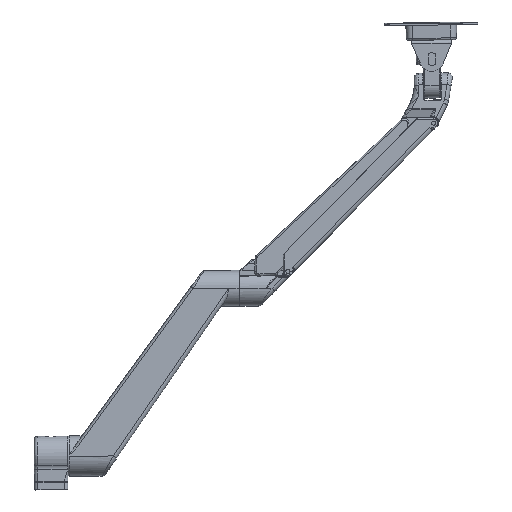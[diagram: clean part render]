
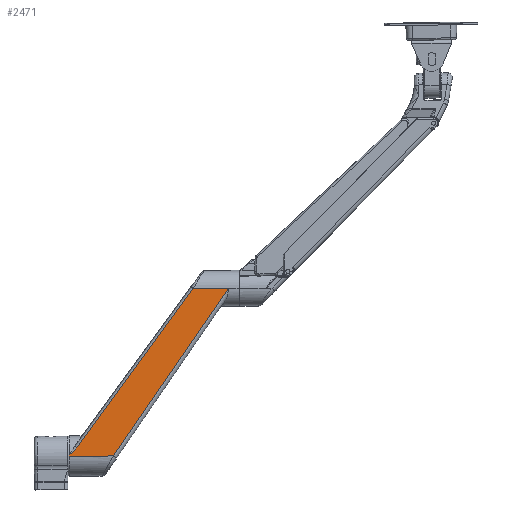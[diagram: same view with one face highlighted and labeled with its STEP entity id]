
A CAD part, left-side view. The second image highlights one B-rep face of the part: STEP entity #2471.
In plain terms, the highlighted face is planar.
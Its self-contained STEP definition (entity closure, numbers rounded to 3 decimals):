
#2471=ADVANCED_FACE('',(#4103),#4104,.T.);
#4103=FACE_OUTER_BOUND('',#18393,.T.);
#4104=PLANE('',#18394);
#18393=EDGE_LOOP('',(#23619,#23620,#23621,#23622,#23623,#23624,#23625,#23626,#23627,#23628));
#18394=AXIS2_PLACEMENT_3D('',#23629,#23630,#23631);
#23619=ORIENTED_EDGE('',*,*,#28210,.T.);
#23620=ORIENTED_EDGE('',*,*,#28211,.T.);
#23621=ORIENTED_EDGE('',*,*,#28209,.T.);
#23622=ORIENTED_EDGE('',*,*,#28212,.T.);
#23623=ORIENTED_EDGE('',*,*,#28213,.T.);
#23624=ORIENTED_EDGE('',*,*,#28214,.T.);
#23625=ORIENTED_EDGE('',*,*,#28215,.F.);
#23626=ORIENTED_EDGE('',*,*,#28216,.F.);
#23627=ORIENTED_EDGE('',*,*,#28217,.F.);
#23628=ORIENTED_EDGE('',*,*,#28218,.T.);
#23629=CARTESIAN_POINT('',(-21.239,-251.,240.35));
#23630=DIRECTION('',(-1.,0.,0.016));
#23631=DIRECTION('',(0.,1.0,0.));
#28209=EDGE_CURVE('',#31593,#31599,#31601,.T.);
#28210=EDGE_CURVE('',#31602,#31594,#31603,.T.);
#28211=EDGE_CURVE('',#31594,#31593,#31604,.T.);
#28212=EDGE_CURVE('',#31599,#31605,#31606,.T.);
#28213=EDGE_CURVE('',#31605,#31607,#31608,.T.);
#28214=EDGE_CURVE('',#31607,#31609,#31610,.T.);
#28215=EDGE_CURVE('',#31611,#31609,#31612,.T.);
#28216=EDGE_CURVE('',#31613,#31611,#31614,.T.);
#28217=EDGE_CURVE('',#31615,#31613,#31616,.T.);
#28218=EDGE_CURVE('',#31615,#31602,#31617,.T.);
#31593=VERTEX_POINT('',#44087);
#31594=VERTEX_POINT('',#44088);
#31599=VERTEX_POINT('',#44215);
#31601=B_SPLINE_CURVE_WITH_KNOTS('',1,(#44276,#44277),.UNSPECIFIED.,.F.,.F.,(2,2),(0.0,1.0),.UNSPECIFIED.);
#31602=VERTEX_POINT('',#44278);
#31603=B_SPLINE_CURVE_WITH_KNOTS('',1,(#44279,#44280),.UNSPECIFIED.,.F.,.F.,(2,2),(0.0,1.0),.UNSPECIFIED.);
#31604=B_SPLINE_CURVE_WITH_KNOTS('',1,(#44281,#44282),.UNSPECIFIED.,.F.,.F.,(2,2),(0.0,1.0),.UNSPECIFIED.);
#31605=VERTEX_POINT('',#44283);
#31606=B_SPLINE_CURVE_WITH_KNOTS('',1,(#44284,#44285),.UNSPECIFIED.,.F.,.F.,(2,2),(0.0,1.0),.UNSPECIFIED.);
#31607=VERTEX_POINT('',#44286);
#31608=B_SPLINE_CURVE_WITH_KNOTS('',1,(#44287,#44288),.UNSPECIFIED.,.F.,.F.,(2,2),(0.0,1.0),.UNSPECIFIED.);
#31609=VERTEX_POINT('',#44289);
#31610=B_SPLINE_CURVE_WITH_KNOTS('',1,(#44290,#44291),.UNSPECIFIED.,.F.,.F.,(2,2),(0.0,1.0),.UNSPECIFIED.);
#31611=VERTEX_POINT('',#44292);
#31612=B_SPLINE_CURVE_WITH_KNOTS('',3,(#44293,#44294,#44295,#44296),.UNSPECIFIED.,.F.,.F.,(4,4),(0.0,1.0),.UNSPECIFIED.);
#31613=VERTEX_POINT('',#44297);
#31614=LINE('',#44298,#44299);
#31615=VERTEX_POINT('',#44300);
#31616=LINE('',#44301,#44302);
#31617=B_SPLINE_CURVE_WITH_KNOTS('',3,(#44303,#44304,#44305,#44306,#44307,#44308,#44309,#44310,#44311,#44312,#44313,#44314,#44315,#44316,#44317,#44318,#44319,#44320,#44321,#44322,#44323,#44324,#44325,#44326,#44327,#44328,#44329,#44330,#44331,#44332,#44333,#44334,#44335,#44336),.UNSPECIFIED.,.F.,.F.,(4,1,1,1,1,1,1,2,2,1,1,1,1,1,1,2,2,1,1,1,1,1,1,2,2,4),(0.0,0.125,0.188,0.219,0.234,0.242,0.246,0.248,0.25,0.375,0.437,0.469,0.484,0.492,0.496,0.498,0.5,0.625,0.687,0.719,0.734,0.742,0.746,0.748,0.75,1.0),.UNSPECIFIED.);
#44087=CARTESIAN_POINT('',(-24.502,-42.146,40.));
#44088=CARTESIAN_POINT('',(-24.502,-22.,40.003));
#44215=CARTESIAN_POINT('',(-24.502,-74.809,39.977));
#44276=CARTESIAN_POINT('',(-24.503,-42.146,40.));
#44277=CARTESIAN_POINT('',(-24.504,-74.809,39.977));
#44278=CARTESIAN_POINT('',(-24.474,-22.,41.773));
#44279=CARTESIAN_POINT('',(-24.474,-22.,41.773));
#44280=CARTESIAN_POINT('',(-24.503,-22.,40.003));
#44281=CARTESIAN_POINT('',(-24.503,-22.,40.003));
#44282=CARTESIAN_POINT('',(-24.503,-42.146,40.));
#44283=CARTESIAN_POINT('',(-24.498,-75.045,40.304));
#44284=CARTESIAN_POINT('',(-24.504,-74.809,39.977));
#44285=CARTESIAN_POINT('',(-24.498,-75.045,40.304));
#44286=CARTESIAN_POINT('',(-24.495,-75.179,40.494));
#44287=CARTESIAN_POINT('',(-24.498,-75.045,40.304));
#44288=CARTESIAN_POINT('',(-24.495,-75.179,40.494));
#44289=CARTESIAN_POINT('',(-21.241,-215.059,240.261));
#44290=CARTESIAN_POINT('',(-24.495,-75.179,40.494));
#44291=CARTESIAN_POINT('',(-21.241,-215.059,240.261));
#44292=CARTESIAN_POINT('',(-21.239,-215.122,240.35));
#44293=CARTESIAN_POINT('',(-21.239,-215.122,240.35));
#44294=CARTESIAN_POINT('',(-21.24,-215.101,240.32));
#44295=CARTESIAN_POINT('',(-21.24,-215.08,240.291));
#44296=CARTESIAN_POINT('',(-21.24,-215.059,240.261));
#44297=CARTESIAN_POINT('',(-21.239,-172.45,240.35));
#44298=CARTESIAN_POINT('',(-21.239,-128.,240.35));
#44299=VECTOR('',#50114,1.0);
#44300=CARTESIAN_POINT('',(-24.335,-31.253,50.307));
#44301=CARTESIAN_POINT('',(-20.627,-200.384,277.947));
#44302=VECTOR('',#50115,1.0);
#44303=CARTESIAN_POINT('',(-24.335,-31.253,50.307));
#44304=CARTESIAN_POINT('',(-24.342,-30.958,49.91));
#44305=CARTESIAN_POINT('',(-24.352,-30.48,49.313));
#44306=CARTESIAN_POINT('',(-24.363,-29.86,48.612));
#44307=CARTESIAN_POINT('',(-24.369,-29.535,48.261));
#44308=CARTESIAN_POINT('',(-24.372,-29.368,48.085));
#44309=CARTESIAN_POINT('',(-24.373,-29.284,47.997));
#44310=CARTESIAN_POINT('',(-24.374,-29.241,47.953));
#44311=CARTESIAN_POINT('',(-24.374,-29.223,47.934));
#44312=CARTESIAN_POINT('',(-24.374,-29.211,47.922));
#44313=CARTESIAN_POINT('',(-24.374,-29.204,47.914));
#44314=CARTESIAN_POINT('',(-24.38,-28.875,47.575));
#44315=CARTESIAN_POINT('',(-24.388,-28.347,47.054));
#44316=CARTESIAN_POINT('',(-24.399,-27.654,46.412));
#44317=CARTESIAN_POINT('',(-24.404,-27.29,46.082));
#44318=CARTESIAN_POINT('',(-24.407,-27.102,45.915));
#44319=CARTESIAN_POINT('',(-24.408,-27.008,45.83));
#44320=CARTESIAN_POINT('',(-24.409,-26.96,45.788));
#44321=CARTESIAN_POINT('',(-24.409,-26.939,45.77));
#44322=CARTESIAN_POINT('',(-24.409,-26.926,45.758));
#44323=CARTESIAN_POINT('',(-24.41,-26.918,45.751));
#44324=CARTESIAN_POINT('',(-24.415,-26.55,45.427));
#44325=CARTESIAN_POINT('',(-24.423,-25.977,44.934));
#44326=CARTESIAN_POINT('',(-24.433,-25.253,44.334));
#44327=CARTESIAN_POINT('',(-24.438,-24.877,44.028));
#44328=CARTESIAN_POINT('',(-24.44,-24.686,43.873));
#44329=CARTESIAN_POINT('',(-24.441,-24.59,43.796));
#44330=CARTESIAN_POINT('',(-24.442,-24.541,43.757));
#44331=CARTESIAN_POINT('',(-24.442,-24.521,43.74));
#44332=CARTESIAN_POINT('',(-24.443,-24.507,43.729));
#44333=CARTESIAN_POINT('',(-24.443,-24.498,43.722));
#44334=CARTESIAN_POINT('',(-24.452,-23.8,43.162));
#44335=CARTESIAN_POINT('',(-24.462,-22.969,42.513));
#44336=CARTESIAN_POINT('',(-24.474,-22.,41.773));
#50114=DIRECTION('',(0.,-1.0,0.));
#50115=DIRECTION('',(0.013,-0.596,0.803));
